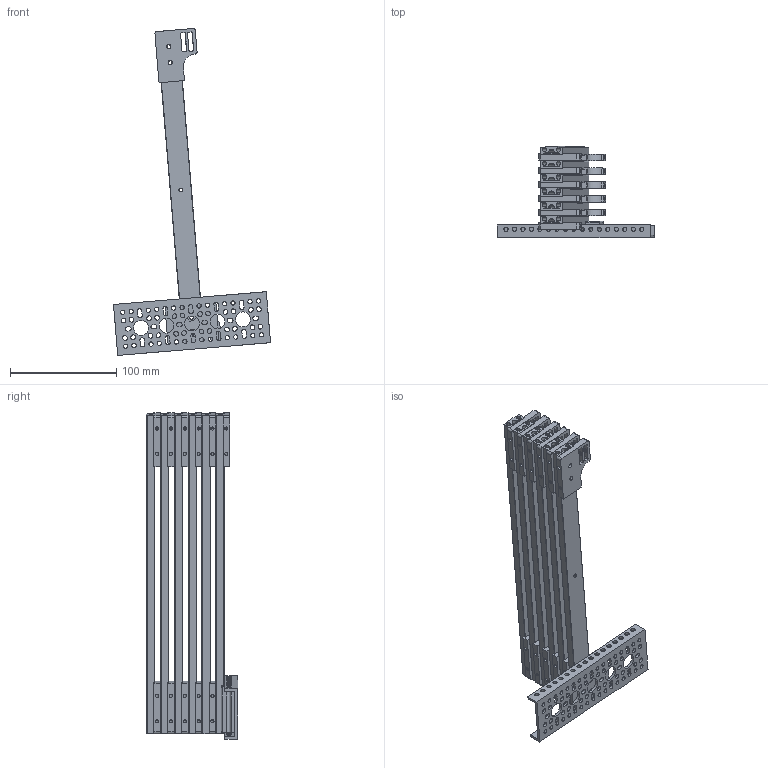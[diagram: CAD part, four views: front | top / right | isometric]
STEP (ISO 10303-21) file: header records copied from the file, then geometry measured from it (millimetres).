
FILE_DESCRIPTION(/* description */ (''),/* implementation_level */ '2;1');
FILE_NAME(/* name */ 'slide with inserts.stp',/* time_stamp */ '2019-12-18T20:36:02-06:00',/* author */ ('xj82b'),/* organization */ (''),/* preprocessor_version */ 'ST-DEVELOPER v18',/* originating_system */ 'Autodesk Inventor 2020',/* authorisation */ '');
FILE_SCHEMA (('AUTOMOTIVE_DESIGN { 1 0 10303 214 3 1 1 }'));
Length unit declared in the file: millimetre
Products named in the file (6): slide with inserts; 8x20x300mm-v2; leftshortNEW; rightshortNEW; slidesmount; 1121-0005-0144
Assembly tree (19 placements, depth 2):
  slide with inserts
    8x20x300mm-v2  x6
    leftshortNEW  x6
    rightshortNEW  x5
    slidesmount
    1121-0005-0144
Bounding box: 147.5 x 85.5 x 306.96 mm (x, y, z)
Volume: 299047 mm3; surface area: 276012.4 mm2
Topology: 25 solids, 25 shells, 1184 faces, 3576 edges, 2458 vertices
Faces by surface type: cylinder 639, plane 507, cone 36, sphere 2
Full cylindrical faces by diameter (mm): 3 x44, 3.5 x42, 3.9 x23, 4 x124, 6.5 x6, 7.3 x4, 7.5 x4, 14 x5
Entity records: 18378 total; most frequent: CARTESIAN_POINT 3528, DIRECTION 3147, ORIENTED_EDGE 2982, EDGE_CURVE 1491, AXIS2_PLACEMENT_3D 1191, VERTEX_POINT 1032, EDGE_LOOP 773, LINE 765
